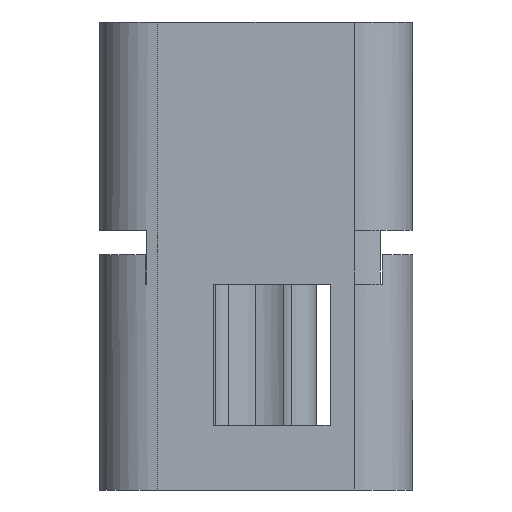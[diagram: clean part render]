
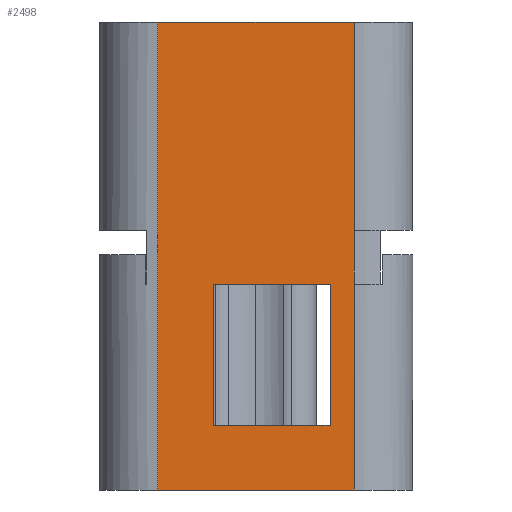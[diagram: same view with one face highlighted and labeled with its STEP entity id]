
A CAD part, left-side view. The second image highlights one B-rep face of the part: STEP entity #2498.
In plain terms, the highlighted planar face has unit normal (-1, 0, 0).
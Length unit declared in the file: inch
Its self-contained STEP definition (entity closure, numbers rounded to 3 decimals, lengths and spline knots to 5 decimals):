
#50 = CARTESIAN_POINT ( 'NONE',  ( -0.85, 0.09375, 0.375 ) ) ;
#61 = DIRECTION ( 'NONE',  ( 0., 0., -1. ) ) ;
#190 = DIRECTION ( 'NONE',  ( 0., 0., -1. ) ) ;
#192 = CARTESIAN_POINT ( 'NONE',  ( -0.85, 0.40625, 0.375 ) ) ;
#204 = DIRECTION ( 'NONE',  ( 0., 0., -1. ) ) ;
#205 = CARTESIAN_POINT ( 'NONE',  ( -0.85, 0.09375, 0.414 ) ) ;
#216 = DIRECTION ( 'NONE',  ( 0., -1., 0. ) ) ;
#217 = CARTESIAN_POINT ( 'NONE',  ( -0.85, 0.09375, 0. ) ) ;
#449 = VECTOR ( 'NONE', #1111, 39.37008 ) ;
#452 = LINE ( 'NONE', #1096, #449 ) ;
#457 = VECTOR ( 'NONE', #1114, 39.37008 ) ;
#460 = LINE ( 'NONE', #1115, #457 ) ;
#470 = VECTOR ( 'NONE', #1131, 39.37008 ) ;
#473 = LINE ( 'NONE', #1132, #470 ) ;
#474 = VECTOR ( 'NONE', #1135, 39.37008 ) ;
#477 = LINE ( 'NONE', #1137, #474 ) ;
#792 = FACE_BOUND ( 'NONE', #4522, .T. ) ;
#798 = FACE_OUTER_BOUND ( 'NONE', #4503, .T. ) ;
#1096 = CARTESIAN_POINT ( 'NONE',  ( -0.85, 0.09375, 0.103 ) ) ;
#1111 = DIRECTION ( 'NONE',  ( 0., -1., 0. ) ) ;
#1114 = DIRECTION ( 'NONE',  ( 0., 0., -1. ) ) ;
#1115 = CARTESIAN_POINT ( 'NONE',  ( -0.85, 0.132, 0.375 ) ) ;
#1131 = DIRECTION ( 'NONE',  ( 0., -1., 0. ) ) ;
#1132 = CARTESIAN_POINT ( 'NONE',  ( -0.85, 0.40625, 0.328 ) ) ;
#1135 = DIRECTION ( 'NONE',  ( 0., 0., 1. ) ) ;
#1137 = CARTESIAN_POINT ( 'NONE',  ( -0.85, 0.318, 0.375 ) ) ;
#1161 = VERTEX_POINT ( 'NONE', #1485 ) ;
#1267 = VERTEX_POINT ( 'NONE', #5057 ) ;
#1271 = VERTEX_POINT ( 'NONE', #5074 ) ;
#1273 = VERTEX_POINT ( 'NONE', #5085 ) ;
#1282 = VERTEX_POINT ( 'NONE', #5044 ) ;
#1333 = VERTEX_POINT ( 'NONE', #4928 ) ;
#1338 = VERTEX_POINT ( 'NONE', #4915 ) ;
#1339 = VERTEX_POINT ( 'NONE', #4913 ) ;
#1346 = VERTEX_POINT ( 'NONE', #4885 ) ;
#1485 = CARTESIAN_POINT ( 'NONE',  ( -0.85, 0.09375, 0.328 ) ) ;
#1821 = CARTESIAN_POINT ( 'NONE',  ( -0.85, 0.09375, 0.746 ) ) ;
#1822 = DIRECTION ( 'NONE',  ( 0., -1., 0. ) ) ;
#1874 = DIRECTION ( 'NONE',  ( 0., 0., -1. ) ) ;
#1912 = CARTESIAN_POINT ( 'NONE',  ( -0.85, 0.09375, 0.746 ) ) ;
#1928 = VERTEX_POINT ( 'NONE', #4681 ) ;
#2498 = ADVANCED_FACE ( 'NONE', ( #798, #792 ), #5053, .F. ) ;
#3016 = ORIENTED_EDGE ( 'NONE', *, *, #3382, .T. ) ;
#3017 = ORIENTED_EDGE ( 'NONE', *, *, #3375, .T. ) ;
#3018 = ORIENTED_EDGE ( 'NONE', *, *, #3373, .T. ) ;
#3019 = ORIENTED_EDGE ( 'NONE', *, *, #3388, .F. ) ;
#3020 = ORIENTED_EDGE ( 'NONE', *, *, #3560, .F. ) ;
#3021 = ORIENTED_EDGE ( 'NONE', *, *, #3494, .T. ) ;
#3022 = ORIENTED_EDGE ( 'NONE', *, *, #3501, .T. ) ;
#3023 = ORIENTED_EDGE ( 'NONE', *, *, #3639, .F. ) ;
#3024 = ORIENTED_EDGE ( 'NONE', *, *, #3532, .F. ) ;
#3025 = ORIENTED_EDGE ( 'NONE', *, *, #3498, .F. ) ;
#3214 = AXIS2_PLACEMENT_3D ( 'NONE', #5061, #5050, #5049 ) ;
#3373 = EDGE_CURVE ( 'NONE', #1271, #1282, #477, .T. ) ;
#3375 = EDGE_CURVE ( 'NONE', #1282, #1273, #473, .T. ) ;
#3382 = EDGE_CURVE ( 'NONE', #1273, #1267, #460, .T. ) ;
#3388 = EDGE_CURVE ( 'NONE', #1271, #1267, #452, .T. ) ;
#3494 = EDGE_CURVE ( 'NONE', #1928, #1339, #3844, .T. ) ;
#3498 = EDGE_CURVE ( 'NONE', #1333, #1161, #3838, .T. ) ;
#3501 = EDGE_CURVE ( 'NONE', #1346, #1928, #3834, .T. ) ;
#3532 = EDGE_CURVE ( 'NONE', #1338, #1333, #3799, .T. ) ;
#3560 = EDGE_CURVE ( 'NONE', #1161, #1339, #3758, .T. ) ;
#3639 = EDGE_CURVE ( 'NONE', #1346, #1338, #3650, .T. ) ;
#3648 = VECTOR ( 'NONE', #1822, 39.37008 ) ;
#3650 = LINE ( 'NONE', #1821, #3648 ) ;
#3752 = VECTOR ( 'NONE', #61, 39.37008 ) ;
#3758 = LINE ( 'NONE', #50, #3752 ) ;
#3797 = VECTOR ( 'NONE', #1874, 39.37008 ) ;
#3799 = LINE ( 'NONE', #1912, #3797 ) ;
#3832 = VECTOR ( 'NONE', #190, 39.37008 ) ;
#3834 = LINE ( 'NONE', #192, #3832 ) ;
#3836 = VECTOR ( 'NONE', #204, 39.37008 ) ;
#3838 = LINE ( 'NONE', #205, #3836 ) ;
#3842 = VECTOR ( 'NONE', #216, 39.37008 ) ;
#3844 = LINE ( 'NONE', #217, #3842 ) ;
#4503 = EDGE_LOOP ( 'NONE', ( #3025, #3024, #3023, #3022, #3021, #3020 ) ) ;
#4522 = EDGE_LOOP ( 'NONE', ( #3019, #3018, #3017, #3016 ) ) ;
#4681 = CARTESIAN_POINT ( 'NONE',  ( -0.85, 0.40625, 0. ) ) ;
#4885 = CARTESIAN_POINT ( 'NONE',  ( -0.85, 0.40625, 0.746 ) ) ;
#4913 = CARTESIAN_POINT ( 'NONE',  ( -0.85, 0.09375, 0. ) ) ;
#4915 = CARTESIAN_POINT ( 'NONE',  ( -0.85, 0.09375, 0.746 ) ) ;
#4928 = CARTESIAN_POINT ( 'NONE',  ( -0.85, 0.09375, 0.414 ) ) ;
#5044 = CARTESIAN_POINT ( 'NONE',  ( -0.85, 0.318, 0.328 ) ) ;
#5049 = DIRECTION ( 'NONE',  ( 0., 0., -1. ) ) ;
#5050 = DIRECTION ( 'NONE',  ( 1., 0., 0. ) ) ;
#5053 = PLANE ( 'NONE',  #3214 ) ;
#5057 = CARTESIAN_POINT ( 'NONE',  ( -0.85, 0.132, 0.103 ) ) ;
#5061 = CARTESIAN_POINT ( 'NONE',  ( -0.85, 0.09375, 0.375 ) ) ;
#5074 = CARTESIAN_POINT ( 'NONE',  ( -0.85, 0.318, 0.103 ) ) ;
#5085 = CARTESIAN_POINT ( 'NONE',  ( -0.85, 0.132, 0.328 ) ) ;
